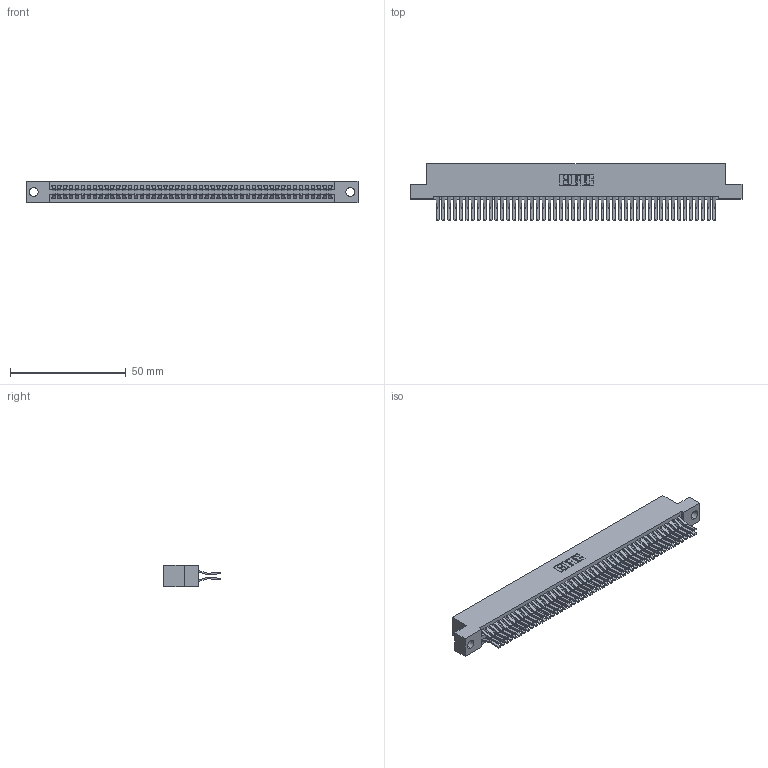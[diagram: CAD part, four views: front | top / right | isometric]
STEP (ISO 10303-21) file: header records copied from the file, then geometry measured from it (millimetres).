
FILE_DESCRIPTION (( 'STEP AP203' ), '1' );
FILE_NAME ('345-096-560-204.STEP', '2021-05-20T17:34:58', ( '' ), ( '' ), 'SwSTEP 2.0', 'SolidWorks 2020', '' );
FILE_SCHEMA (( 'CONFIG_CONTROL_DESIGN' ));
Length unit declared in the file: inch
Products named in the file (3): 345-096-560-204; 345-292-001_560 Tail; 345 Part_Flush Mounting Lugs - 0.156 Dia-TI
Assembly tree (97 placements, depth 2):
  345-096-560-204
    345 Part_Flush Mounting Lugs - 0.156 Dia-TI
    345-292-001_560 Tail  x96
Bounding box: 143.13 x 24.45 x 9.4 mm (x, y, z)
Volume: 14482.7 mm3; surface area: 22994 mm2
Topology: 97 solids, 97 shells, 5132 faces, 15257 edges, 10042 vertices
Faces by surface type: plane 3262, cylinder 1870
Entity records: 37361 total; most frequent: CARTESIAN_POINT 6262, ORIENTED_EDGE 6194, DIRECTION 5517, EDGE_CURVE 3097, LINE 2769, VECTOR 2769, VERTEX_POINT 2062, AXIS2_PLACEMENT_3D 1374
